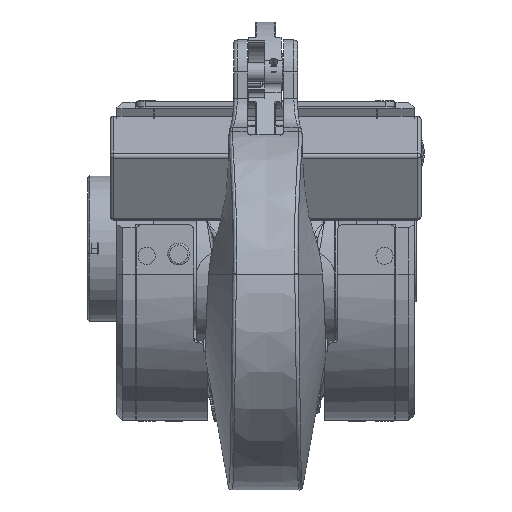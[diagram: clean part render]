
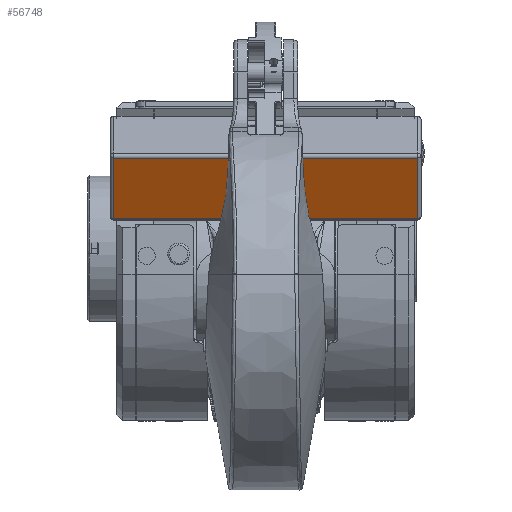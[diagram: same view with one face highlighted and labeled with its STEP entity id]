
A CAD part, front view. The second image highlights one B-rep face of the part: STEP entity #56748.
In plain terms, the highlighted planar face has unit normal (0, -0.866, -0.5).
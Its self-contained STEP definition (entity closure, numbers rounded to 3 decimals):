
#12191=DIRECTION('',(-1.,0.,0.));
#12192=VECTOR('',#12191,0.192);
#12193=CARTESIAN_POINT('',(-10.5,-190.678,64.633));
#12194=LINE('',#12193,#12192);
#12195=DIRECTION('',(0.,-0.5,0.866));
#12196=VECTOR('',#12195,1.342);
#12197=CARTESIAN_POINT('',(-10.5,-190.007,63.471));
#12198=LINE('',#12197,#12196);
#12199=DIRECTION('',(-1.,0.,0.));
#12200=VECTOR('',#12199,21.);
#12201=CARTESIAN_POINT('',(10.5,-190.007,63.471));
#12202=LINE('',#12201,#12200);
#12203=DIRECTION('',(0.,-0.5,0.866));
#12204=VECTOR('',#12203,1.342);
#12205=CARTESIAN_POINT('',(10.5,-190.007,63.471));
#12206=LINE('',#12205,#12204);
#12207=DIRECTION('',(-1.,0.,0.));
#12208=VECTOR('',#12207,0.192);
#12209=CARTESIAN_POINT('',(10.692,-190.678,
64.633));
#12210=LINE('',#12209,#12208);
#12211=CARTESIAN_POINT('',(10.692,-190.678,
64.633));
#12212=CARTESIAN_POINT('',(10.742,-190.721,
64.707));
#12213=CARTESIAN_POINT('',(10.847,-190.801,
64.846));
#12214=CARTESIAN_POINT('',(11.026,-190.904,
65.024));
#12215=CARTESIAN_POINT('',(11.234,-190.981,
65.158));
#12216=CARTESIAN_POINT('',(11.401,-191.007,
65.203));
#12217=CARTESIAN_POINT('',(11.5,-191.007,65.203));
#12219=DIRECTION('',(1.,0.,0.));
#12220=VECTOR('',#12219,2.);
#12221=CARTESIAN_POINT('',(11.5,-191.007,65.203));
#12222=LINE('',#12221,#12220);
#12223=DIRECTION('',(0.,-0.5,0.866));
#12224=VECTOR('',#12223,2.);
#12225=CARTESIAN_POINT('',(13.5,-190.007,63.471));
#12226=LINE('',#12225,#12224);
#12227=DIRECTION('',(-1.,0.,0.));
#12228=VECTOR('',#12227,69.5);
#12229=CARTESIAN_POINT('',(83.,-190.007,63.471));
#12230=LINE('',#12229,#12228);
#12231=DIRECTION('',(0.,-0.5,0.866));
#12232=VECTOR('',#12231,38.);
#12233=CARTESIAN_POINT('',(83.,-171.007,30.562));
#12234=LINE('',#12233,#12232);
#12235=DIRECTION('',(1.,0.,0.));
#12236=VECTOR('',#12235,166.);
#12237=CARTESIAN_POINT('',(-83.,-171.007,30.562));
#12238=LINE('',#12237,#12236);
#12239=DIRECTION('',(0.,0.5,-0.866));
#12240=VECTOR('',#12239,38.);
#12241=CARTESIAN_POINT('',(-83.,-190.007,63.471));
#12242=LINE('',#12241,#12240);
#12243=DIRECTION('',(-1.,0.,0.));
#12244=VECTOR('',#12243,69.5);
#12245=CARTESIAN_POINT('',(-13.5,-190.007,63.471));
#12246=LINE('',#12245,#12244);
#12247=DIRECTION('',(0.,-0.5,0.866));
#12248=VECTOR('',#12247,2.);
#12249=CARTESIAN_POINT('',(-13.5,-190.007,63.471));
#12250=LINE('',#12249,#12248);
#12251=DIRECTION('',(1.,0.,0.));
#12252=VECTOR('',#12251,2.);
#12253=CARTESIAN_POINT('',(-13.5,-191.007,65.203));
#12254=LINE('',#12253,#12252);
#12255=CARTESIAN_POINT('',(-10.692,-190.678,
64.633));
#12256=CARTESIAN_POINT('',(-10.742,-190.721,
64.707));
#12257=CARTESIAN_POINT('',(-10.847,-190.801,
64.846));
#12258=CARTESIAN_POINT('',(-11.026,-190.904,
65.024));
#12259=CARTESIAN_POINT('',(-11.234,-190.981,
65.158));
#12260=CARTESIAN_POINT('',(-11.401,-191.007,
65.203));
#12261=CARTESIAN_POINT('',(-11.5,-191.007,65.203));
#40152=CARTESIAN_POINT('',(83.,-190.007,63.471));
#40153=CARTESIAN_POINT('',(13.5,-190.007,63.471));
#40154=VERTEX_POINT('',#40152);
#40155=VERTEX_POINT('',#40153);
#40156=CARTESIAN_POINT('',(-13.5,-190.007,63.471));
#40157=CARTESIAN_POINT('',(-83.,-190.007,63.471));
#40158=VERTEX_POINT('',#40156);
#40159=VERTEX_POINT('',#40157);
#40168=CARTESIAN_POINT('',(-83.,-171.007,30.562));
#40169=VERTEX_POINT('',#40168);
#40188=CARTESIAN_POINT('',(83.,-171.007,30.562));
#40189=VERTEX_POINT('',#40188);
#40208=CARTESIAN_POINT('',(-13.5,-191.007,65.203));
#40209=VERTEX_POINT('',#40208);
#40210=CARTESIAN_POINT('',(13.5,-191.007,65.203));
#40211=VERTEX_POINT('',#40210);
#40216=CARTESIAN_POINT('',(10.5,-190.007,63.471));
#40217=CARTESIAN_POINT('',(-10.5,-190.007,63.471));
#40218=VERTEX_POINT('',#40216);
#40219=VERTEX_POINT('',#40217);
#40232=CARTESIAN_POINT('',(-10.5,-190.678,64.633));
#40233=VERTEX_POINT('',#40232);
#40234=CARTESIAN_POINT('',(-10.692,-190.678,
64.633));
#40235=VERTEX_POINT('',#40234);
#40236=CARTESIAN_POINT('',(10.5,-190.678,64.633));
#40238=VERTEX_POINT('',#40236);
#40242=CARTESIAN_POINT('',(10.692,-190.678,
64.633));
#40243=VERTEX_POINT('',#40242);
#40244=VERTEX_POINT('',#12261);
#40245=VERTEX_POINT('',#12217);
#56711=CARTESIAN_POINT('',(0.,-180.507,47.017));
#56712=DIRECTION('',(0.,0.866,0.5));
#56713=DIRECTION('',(0.,0.5,-0.866));
#56714=AXIS2_PLACEMENT_3D('',#56711,#56712,#56713);
#56715=PLANE('',#56714);
#56717=ORIENTED_EDGE('',*,*,#56716,.F.);
#56719=ORIENTED_EDGE('',*,*,#56718,.F.);
#56721=ORIENTED_EDGE('',*,*,#56720,.F.);
#56723=ORIENTED_EDGE('',*,*,#56722,.T.);
#56725=ORIENTED_EDGE('',*,*,#56724,.F.);
#56726=ORIENTED_EDGE('',*,*,#56685,.T.);
#56727=ORIENTED_EDGE('',*,*,#56703,.T.);
#56729=ORIENTED_EDGE('',*,*,#56728,.F.);
#56731=ORIENTED_EDGE('',*,*,#56730,.F.);
#56733=ORIENTED_EDGE('',*,*,#56732,.F.);
#56735=ORIENTED_EDGE('',*,*,#56734,.F.);
#56737=ORIENTED_EDGE('',*,*,#56736,.F.);
#56739=ORIENTED_EDGE('',*,*,#56738,.F.);
#56741=ORIENTED_EDGE('',*,*,#56740,.T.);
#56743=ORIENTED_EDGE('',*,*,#56742,.T.);
#56745=ORIENTED_EDGE('',*,*,#56744,.F.);
#56746=EDGE_LOOP('',(#56717,#56719,#56721,#56723,#56725,#56726,#56727,#56729,
#56731,#56733,#56735,#56737,#56739,#56741,#56743,#56745));
#56747=FACE_OUTER_BOUND('',#56746,.F.);
#12218=B_SPLINE_CURVE_WITH_KNOTS('',3,(#12211,#12212,#12213,#12214,#12215,
#12216,#12217),.UNSPECIFIED.,.F.,.F.,(4,1,1,1,4),(0.,0.25,0.5,0.75,
1.),.UNSPECIFIED.);
#12262=B_SPLINE_CURVE_WITH_KNOTS('',3,(#12255,#12256,#12257,#12258,#12259,
#12260,#12261),.UNSPECIFIED.,.F.,.F.,(4,1,1,1,4),(0.,0.25,0.5,0.75,
1.),.UNSPECIFIED.);
#56685=EDGE_CURVE('',#40243,#40245,#12218,.T.);
#56703=EDGE_CURVE('',#40245,#40211,#12222,.T.);
#56716=EDGE_CURVE('',#40233,#40235,#12194,.T.);
#56718=EDGE_CURVE('',#40219,#40233,#12198,.T.);
#56720=EDGE_CURVE('',#40218,#40219,#12202,.T.);
#56722=EDGE_CURVE('',#40218,#40238,#12206,.T.);
#56724=EDGE_CURVE('',#40243,#40238,#12210,.T.);
#56728=EDGE_CURVE('',#40155,#40211,#12226,.T.);
#56730=EDGE_CURVE('',#40154,#40155,#12230,.T.);
#56732=EDGE_CURVE('',#40189,#40154,#12234,.T.);
#56734=EDGE_CURVE('',#40169,#40189,#12238,.T.);
#56736=EDGE_CURVE('',#40159,#40169,#12242,.T.);
#56738=EDGE_CURVE('',#40158,#40159,#12246,.T.);
#56740=EDGE_CURVE('',#40158,#40209,#12250,.T.);
#56742=EDGE_CURVE('',#40209,#40244,#12254,.T.);
#56744=EDGE_CURVE('',#40235,#40244,#12262,.T.);
#56748=ADVANCED_FACE('',(#56747),#56715,.F.);
